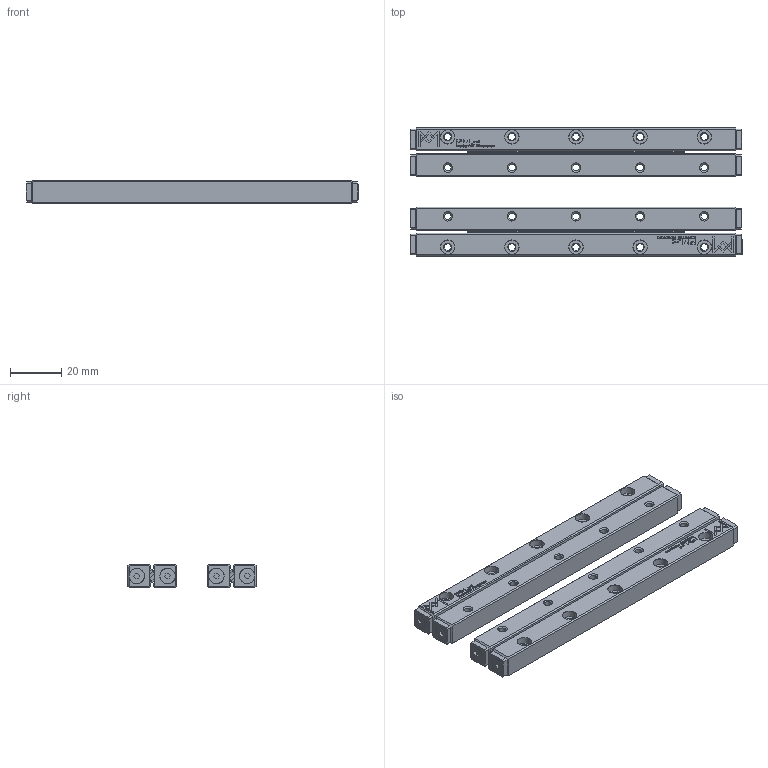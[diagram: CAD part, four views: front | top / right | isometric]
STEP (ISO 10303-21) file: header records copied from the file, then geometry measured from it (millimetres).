
FILE_DESCRIPTION(/* description */ (''),/* implementation_level */ '2;1');
FILE_NAME(/* name */ 'Set RNG-4125x19KRE_stp.stp',/* time_stamp */ '2025-04-28T09:30:23+02:00',/* author */ (''),/* organization */ (''),/* preprocessor_version */ 'ST-DEVELOPER v16.7',/* originating_system */ 'SIEMENS PLM Software NX 12.0',/* authorisation */ '');
FILE_SCHEMA (('AUTOMOTIVE_DESIGN { 1 0 10303 214 3 1 1 1 }'));
Products named in the file (1): Set RNG-4125x19KRE_stp
Bounding box: 129.4 x 50 x 9 mm (x, y, z)
Volume: 37859.6 mm3; surface area: 31154.4 mm2
Topology: 62 solids, 62 shells, 3126 faces, 8384 edges, 5498 vertices
Faces by surface type: plane 1496, cylinder 782, bspline 360, torus 304, cone 184
Full cylindrical faces by diameter (mm): 0.5 x160, 2 x40, 2.26 x8, 2.65 x20, 3 x8, 3.2 x8, 3.5 x8, 4 x38, 5.5 x20, 6 x8
Entity records: 106637 total; most frequent: CARTESIAN_POINT 23199, ORIENTED_EDGE 15416, DIRECTION 14742, EDGE_CURVE 7708, VERTEX_POINT 5332, AXIS2_PLACEMENT_3D 5179, LINE 4384, VECTOR 4384
